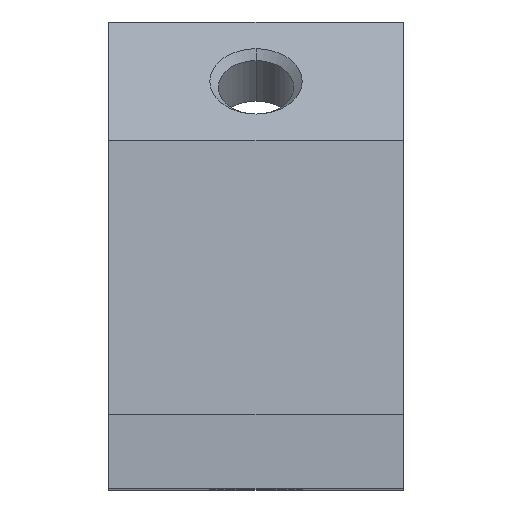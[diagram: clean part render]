
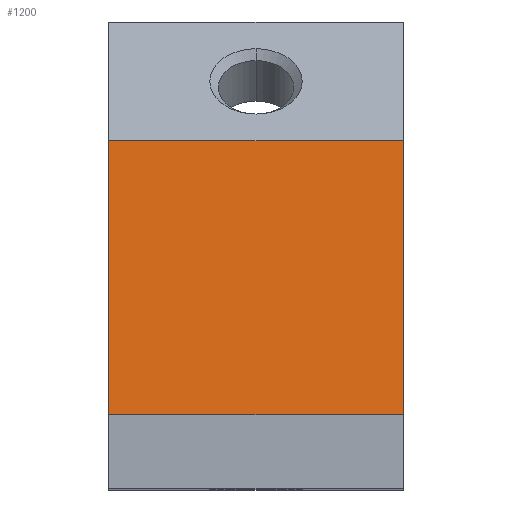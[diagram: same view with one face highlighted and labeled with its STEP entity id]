
A CAD part, top view. The second image highlights one B-rep face of the part: STEP entity #1200.
In plain terms, the highlighted planar face has unit normal (0, 0.924, 0.383).
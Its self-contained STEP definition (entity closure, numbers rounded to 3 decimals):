
#89 = CARTESIAN_POINT ( 'NONE',  ( 17.5, 41.578, -29.133 ) ) ;
#142 = VERTEX_POINT ( 'NONE', #891 ) ;
#160 = DIRECTION ( 'NONE',  ( 0., 0.383, -0.924 ) ) ;
#259 = CARTESIAN_POINT ( 'NONE',  ( 17.5, 8.8, 50. ) ) ;
#268 = DIRECTION ( 'NONE',  ( 0., -0.924, -0.383 ) ) ;
#278 = FACE_OUTER_BOUND ( 'NONE', #807, .T. ) ;
#326 = AXIS2_PLACEMENT_3D ( 'NONE', #772, #268, #160 ) ;
#388 = DIRECTION ( 'NONE',  ( -1., 0., 0. ) ) ;
#444 = ORIENTED_EDGE ( 'NONE', *, *, #677, .T. ) ;
#489 = EDGE_CURVE ( 'NONE', #493, #142, #830, .T. ) ;
#491 = DIRECTION ( 'NONE',  ( -1., 0., 0. ) ) ;
#493 = VERTEX_POINT ( 'NONE', #1197 ) ;
#519 = VECTOR ( 'NONE', #491, 1000. ) ;
#641 = EDGE_CURVE ( 'NONE', #768, #493, #1280, .T. ) ;
#677 = EDGE_CURVE ( 'NONE', #1161, #142, #1249, .T. ) ;
#679 = CARTESIAN_POINT ( 'NONE',  ( 17.5, 41.578, -29.133 ) ) ;
#706 = VECTOR ( 'NONE', #1139, 1000. ) ;
#747 = CARTESIAN_POINT ( 'NONE',  ( -17.5, 41.578, -29.133 ) ) ;
#768 = VERTEX_POINT ( 'NONE', #783 ) ;
#772 = CARTESIAN_POINT ( 'NONE',  ( 17.5, 41.578, -29.133 ) ) ;
#783 = CARTESIAN_POINT ( 'NONE',  ( 17.5, 41.578, -29.133 ) ) ;
#787 = LINE ( 'NONE', #679, #519 ) ;
#807 = EDGE_LOOP ( 'NONE', ( #444, #1045, #1031, #1255 ) ) ;
#830 = LINE ( 'NONE', #259, #1079 ) ;
#859 = EDGE_CURVE ( 'NONE', #768, #1161, #787, .T. ) ;
#891 = CARTESIAN_POINT ( 'NONE',  ( -17.5, 8.8, 50. ) ) ;
#913 = DIRECTION ( 'NONE',  ( 0., -0.383, 0.924 ) ) ;
#954 = PLANE ( 'NONE',  #326 ) ;
#1006 = VECTOR ( 'NONE', #913, 1000. ) ;
#1027 = CARTESIAN_POINT ( 'NONE',  ( -17.5, 41.578, -29.133 ) ) ;
#1031 = ORIENTED_EDGE ( 'NONE', *, *, #641, .F. ) ;
#1045 = ORIENTED_EDGE ( 'NONE', *, *, #489, .F. ) ;
#1079 = VECTOR ( 'NONE', #388, 1000. ) ;
#1139 = DIRECTION ( 'NONE',  ( 0., -0.383, 0.924 ) ) ;
#1161 = VERTEX_POINT ( 'NONE', #747 ) ;
#1197 = CARTESIAN_POINT ( 'NONE',  ( 17.5, 8.8, 50. ) ) ;
#1200 = ADVANCED_FACE ( 'NONE', ( #278 ), #954, .F. ) ;
#1249 = LINE ( 'NONE', #1027, #706 ) ;
#1255 = ORIENTED_EDGE ( 'NONE', *, *, #859, .T. ) ;
#1280 = LINE ( 'NONE', #89, #1006 ) ;
